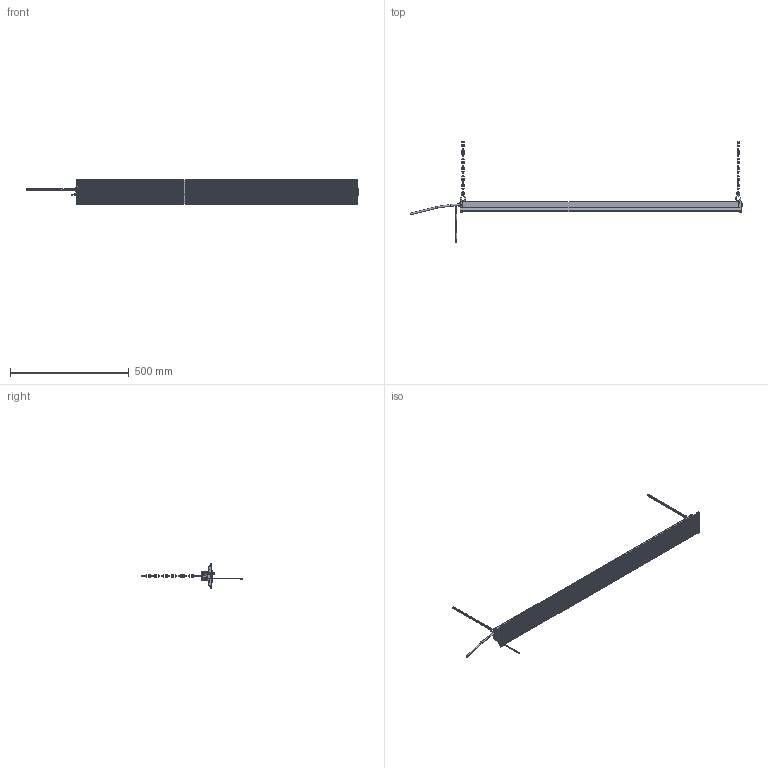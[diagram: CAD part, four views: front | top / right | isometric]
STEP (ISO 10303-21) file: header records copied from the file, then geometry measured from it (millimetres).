
FILE_DESCRIPTION((''),'2;1');
FILE_NAME('ASM0002_ASM_ASM','2021-04-19T',('pw20180607'),('Globeunion.com'),'PRO/ENGINEER BY PARAMETRIC TECHNOLOGY CORPORATION, 2009440','PRO/ENGINEER BY PARAMETRIC TECHNOLOGY CORPORATION, 2009440','');
FILE_SCHEMA(('CONFIG_CONTROL_DESIGN'));
Length unit declared in the file: millimetre
Products named in the file (21): KG_01_3; KGLS_8; MD_2; LASHENG_13; 6N-4_14; GUAGOU; TL; KOU; ASM0002_ASM_37_ASM; 90602; DZ-02; 80131; 80226; DY; 70042-2; PRT0001_5; PRT0002_2; _ASM0003_ASM_5; ASM0003_ASM_5_ASM; CHAZUO2; ASM0002_ASM_ASM
Assembly tree (173 placements, depth 3):
  ASM0002_ASM_ASM
    ASM0002_ASM_37_ASM
      KG_01_3
      KGLS_8
      MD_2
      LASHENG_13
      6N-4_14
      GUAGOU  x2
      TL  x2
      KOU
    90602
    DZ-02
    80131
    MD_2  x6
    80226
    DY
    70042-2
    ASM0003_ASM_5_ASM  x2
      PRT0001_5
      PRT0002_2
      _ASM0003_ASM_5
    CHAZUO2
Bounding box: 1397.47 x 426.2 x 107.15 mm (x, y, z)
Volume: 471927.5 mm3; surface area: 932351.8 mm2
Topology: 337 solids, 337 shells, 3224 faces, 7701 edges, 5182 vertices
Faces by surface type: plane 2129, cylinder 596, torus 184, sphere 172, extrusion 98, bspline 45
Entity records: 50699 total; most frequent: CARTESIAN_POINT 15054, DIRECTION 8110, ORIENTED_EDGE 6858, EDGE_CURVE 3429, AXIS2_PLACEMENT_3D 3191, VERTEX_POINT 2222, VECTOR 1728, LINE 1630
